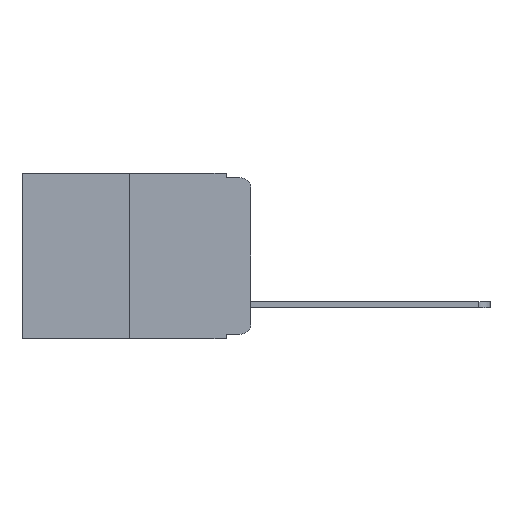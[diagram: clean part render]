
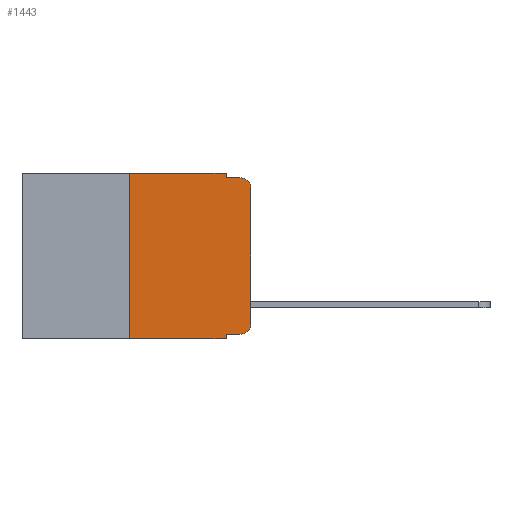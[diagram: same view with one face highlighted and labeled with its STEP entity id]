
A CAD part, left-side view. The second image highlights one B-rep face of the part: STEP entity #1443.
In plain terms, the highlighted planar face has unit normal (-1, 0, 0).
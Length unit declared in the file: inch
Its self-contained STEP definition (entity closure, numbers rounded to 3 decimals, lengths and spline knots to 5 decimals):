
#82 = ORIENTED_EDGE ( 'NONE', *, *, #8893, .F. ) ;
#169 = ORIENTED_EDGE ( 'NONE', *, *, #8894, .F. ) ;
#195 = CARTESIAN_POINT ( 'NONE',  ( 0., 0.25, 0. ) ) ;
#196 = EDGE_CURVE ( 'NONE', #7588, #6398, #5296, .T. ) ;
#505 = VERTEX_POINT ( 'NONE', #6650 ) ;
#702 = LINE ( 'NONE', #10585, #11318 ) ;
#703 = DIRECTION ( 'NONE',  ( -1., 0., 0. ) ) ;
#886 = VECTOR ( 'NONE', #6847, 39.37008 ) ;
#964 = CARTESIAN_POINT ( 'NONE',  ( 0., 0.473, 0. ) ) ;
#1006 = DIRECTION ( 'NONE',  ( 0., 0., 1. ) ) ;
#1305 = LINE ( 'NONE', #2318, #4517 ) ;
#1338 = LINE ( 'NONE', #7497, #11656 ) ;
#1427 = EDGE_CURVE ( 'NONE', #6398, #3674, #2078, .T. ) ;
#1443 = ADVANCED_FACE ( 'NONE', ( #1839 ), #6009, .F. ) ;
#1599 = ORIENTED_EDGE ( 'NONE', *, *, #8985, .F. ) ;
#1722 = ORIENTED_EDGE ( 'NONE', *, *, #196, .T. ) ;
#1839 = FACE_OUTER_BOUND ( 'NONE', #2527, .T. ) ;
#2057 = CARTESIAN_POINT ( 'NONE',  ( 0., 0.051, -0.333 ) ) ;
#2071 = CARTESIAN_POINT ( 'NONE',  ( 0., 0., -0.313 ) ) ;
#2078 = CIRCLE ( 'NONE', #9852, 0.02 ) ;
#2089 = CARTESIAN_POINT ( 'NONE',  ( 0., 0.02, -0.01 ) ) ;
#2109 = CIRCLE ( 'NONE', #6671, 0.02 ) ;
#2301 = VERTEX_POINT ( 'NONE', #3545 ) ;
#2318 = CARTESIAN_POINT ( 'NONE',  ( 0., 0.051, -0.01 ) ) ;
#2527 = EDGE_LOOP ( 'NONE', ( #11153, #11476, #82, #169, #4510, #3032, #12045, #1599, #1722, #5298 ) ) ;
#2785 = VECTOR ( 'NONE', #1006, 39.37008 ) ;
#2838 = VERTEX_POINT ( 'NONE', #195 ) ;
#2937 = VERTEX_POINT ( 'NONE', #11222 ) ;
#2954 = LINE ( 'NONE', #12129, #12614 ) ;
#3032 = ORIENTED_EDGE ( 'NONE', *, *, #8947, .F. ) ;
#3545 = CARTESIAN_POINT ( 'NONE',  ( 0., 0.051, -0.01 ) ) ;
#3673 = VERTEX_POINT ( 'NONE', #2089 ) ;
#3674 = VERTEX_POINT ( 'NONE', #2071 ) ;
#4247 = EDGE_CURVE ( 'NONE', #2838, #5939, #702, .T. ) ;
#4510 = ORIENTED_EDGE ( 'NONE', *, *, #4247, .F. ) ;
#4517 = VECTOR ( 'NONE', #9703, 39.37008 ) ;
#5296 = LINE ( 'NONE', #8616, #5648 ) ;
#5298 = ORIENTED_EDGE ( 'NONE', *, *, #1427, .T. ) ;
#5648 = VECTOR ( 'NONE', #10330, 39.37008 ) ;
#5652 = DIRECTION ( 'NONE',  ( 0., 0., -1. ) ) ;
#5680 = DIRECTION ( 'NONE',  ( 1., 0., 0. ) ) ;
#5711 = CARTESIAN_POINT ( 'NONE',  ( 0., 0.02, -0.313 ) ) ;
#5797 = DIRECTION ( 'NONE',  ( -1., 0., 0. ) ) ;
#5886 = CARTESIAN_POINT ( 'NONE',  ( 0., 0.051, 0. ) ) ;
#5939 = VERTEX_POINT ( 'NONE', #12053 ) ;
#6009 = PLANE ( 'NONE',  #8055 ) ;
#6398 = VERTEX_POINT ( 'NONE', #8399 ) ;
#6650 = CARTESIAN_POINT ( 'NONE',  ( 0., 0., -0.03 ) ) ;
#6671 = AXIS2_PLACEMENT_3D ( 'NONE', #11249, #5797, #11999 ) ;
#6847 = DIRECTION ( 'NONE',  ( 0., 0., -1. ) ) ;
#6879 = CARTESIAN_POINT ( 'NONE',  ( 0., 0.25, 0. ) ) ;
#6948 = LINE ( 'NONE', #6879, #8965 ) ;
#7256 = LINE ( 'NONE', #5886, #886 ) ;
#7497 = CARTESIAN_POINT ( 'NONE',  ( 0., 0.473, -0.343 ) ) ;
#7588 = VERTEX_POINT ( 'NONE', #2057 ) ;
#7716 = CARTESIAN_POINT ( 'NONE',  ( 0., 0., 0. ) ) ;
#7848 = VERTEX_POINT ( 'NONE', #9170 ) ;
#7887 = DIRECTION ( 'NONE',  ( 0., 0., 1. ) ) ;
#7998 = EDGE_CURVE ( 'NONE', #2937, #7848, #1338, .T. ) ;
#8055 = AXIS2_PLACEMENT_3D ( 'NONE', #964, #5680, #5652 ) ;
#8399 = CARTESIAN_POINT ( 'NONE',  ( 0., 0.02, -0.333 ) ) ;
#8522 = DIRECTION ( 'NONE',  ( 0., -1., 0. ) ) ;
#8616 = CARTESIAN_POINT ( 'NONE',  ( 0., 0.051, -0.333 ) ) ;
#8785 = EDGE_CURVE ( 'NONE', #3674, #505, #12327, .T. ) ;
#8805 = EDGE_CURVE ( 'NONE', #505, #3673, #2109, .T. ) ;
#8893 = EDGE_CURVE ( 'NONE', #2301, #3673, #1305, .T. ) ;
#8894 = EDGE_CURVE ( 'NONE', #5939, #2301, #7256, .T. ) ;
#8947 = EDGE_CURVE ( 'NONE', #2937, #2838, #6948, .T. ) ;
#8965 = VECTOR ( 'NONE', #7887, 39.37008 ) ;
#8985 = EDGE_CURVE ( 'NONE', #7588, #7848, #2954, .T. ) ;
#9170 = CARTESIAN_POINT ( 'NONE',  ( 0., 0.051, -0.343 ) ) ;
#9703 = DIRECTION ( 'NONE',  ( 0., -1., 0. ) ) ;
#9811 = DIRECTION ( 'NONE',  ( 0., 0., -1. ) ) ;
#9852 = AXIS2_PLACEMENT_3D ( 'NONE', #5711, #703, #11972 ) ;
#10330 = DIRECTION ( 'NONE',  ( 0., -1., 0. ) ) ;
#10585 = CARTESIAN_POINT ( 'NONE',  ( 0., 0.473, 0. ) ) ;
#11153 = ORIENTED_EDGE ( 'NONE', *, *, #8785, .T. ) ;
#11222 = CARTESIAN_POINT ( 'NONE',  ( 0., 0.25, -0.343 ) ) ;
#11249 = CARTESIAN_POINT ( 'NONE',  ( 0., 0.02, -0.03 ) ) ;
#11318 = VECTOR ( 'NONE', #11894, 39.37008 ) ;
#11476 = ORIENTED_EDGE ( 'NONE', *, *, #8805, .T. ) ;
#11656 = VECTOR ( 'NONE', #8522, 39.37008 ) ;
#11894 = DIRECTION ( 'NONE',  ( 0., -1., 0. ) ) ;
#11972 = DIRECTION ( 'NONE',  ( 0., 0., -1. ) ) ;
#11999 = DIRECTION ( 'NONE',  ( 0., 0., -1. ) ) ;
#12045 = ORIENTED_EDGE ( 'NONE', *, *, #7998, .T. ) ;
#12053 = CARTESIAN_POINT ( 'NONE',  ( 0., 0.051, 0. ) ) ;
#12129 = CARTESIAN_POINT ( 'NONE',  ( 0., 0.051, 0. ) ) ;
#12327 = LINE ( 'NONE', #7716, #2785 ) ;
#12614 = VECTOR ( 'NONE', #9811, 39.37008 ) ;
